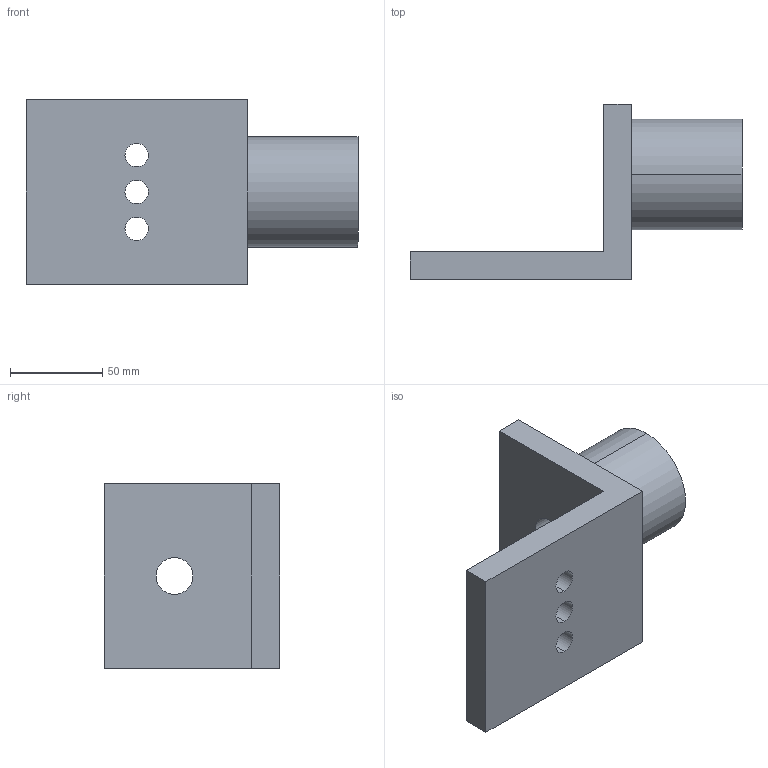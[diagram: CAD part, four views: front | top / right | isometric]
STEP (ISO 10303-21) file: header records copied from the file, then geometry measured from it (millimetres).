
FILE_DESCRIPTION (( 'STEP AP203' ), '1' );
FILE_NAME ('KHAU3_Default_sldprt.STEP', '2024-04-09T09:07:52', ( '' ), ( '' ), 'SwSTEP 2.0', 'SolidWorks 2021', '' );
FILE_SCHEMA (( 'CONFIG_CONTROL_DESIGN' ));
Length unit declared in the file: millimetre
Products named in the file (1): KHAU3_Default_sldprt
Bounding box: 180 x 95 x 100 mm (x, y, z)
Volume: 440389.3 mm3; surface area: 65429 mm2
Topology: 1 solids, 1 shells, 19 faces, 48 edges, 32 vertices
Faces by surface type: cylinder 10, plane 9
Entity records: 675 total; most frequent: DIRECTION 108, CARTESIAN_POINT 100, ORIENTED_EDGE 96, EDGE_CURVE 48, AXIS2_PLACEMENT_3D 40, VERTEX_POINT 32, VECTOR 28, EDGE_LOOP 28
